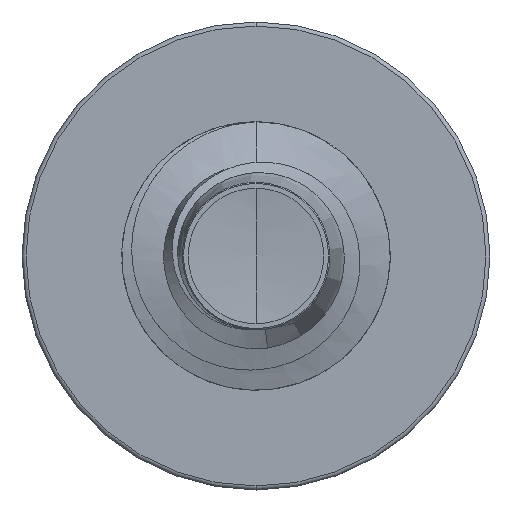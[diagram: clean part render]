
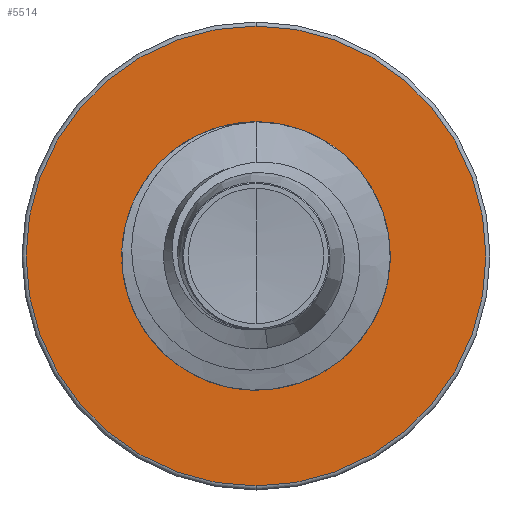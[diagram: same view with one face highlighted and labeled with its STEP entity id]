
A CAD part, front view. The second image highlights one B-rep face of the part: STEP entity #5514.
In plain terms, the highlighted planar face has unit normal (0, -1, 0).
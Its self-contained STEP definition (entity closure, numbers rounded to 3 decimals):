
#151 = CARTESIAN_POINT ( 'NONE',  ( 0., 5., -2.998 ) ) ;
#607 = AXIS2_PLACEMENT_3D ( 'NONE', #935, #1040, #854 ) ;
#730 = VERTEX_POINT ( 'NONE', #4114 ) ;
#854 = DIRECTION ( 'NONE',  ( 0., 0., 1. ) ) ;
#935 = CARTESIAN_POINT ( 'NONE',  ( 0., 5., -1.722 ) ) ;
#996 = PLANE ( 'NONE',  #607 ) ;
#1040 = DIRECTION ( 'NONE',  ( 0., 1., 0. ) ) ;
#1355 = DIRECTION ( 'NONE',  ( 0., 0., 1. ) ) ;
#1357 = DIRECTION ( 'NONE',  ( 0., 1., 0. ) ) ;
#1391 = CARTESIAN_POINT ( 'NONE',  ( 0., 5., 0. ) ) ;
#1621 = DIRECTION ( 'NONE',  ( 0., 0., 1. ) ) ;
#1647 = DIRECTION ( 'NONE',  ( 0., 1., 0. ) ) ;
#1670 = CARTESIAN_POINT ( 'NONE',  ( 0., 5., 0. ) ) ;
#1898 = CIRCLE ( 'NONE', #10397, 1.722 ) ;
#2782 = CIRCLE ( 'NONE', #2853, 1.722 ) ;
#2853 = AXIS2_PLACEMENT_3D ( 'NONE', #11662, #12138, #12163 ) ;
#3280 = EDGE_CURVE ( 'NONE', #6052, #730, #4771, .T. ) ;
#4114 = CARTESIAN_POINT ( 'NONE',  ( 0., 5., 2.998 ) ) ;
#4771 = CIRCLE ( 'NONE', #10629, 2.998 ) ;
#4980 = FACE_OUTER_BOUND ( 'NONE', #11067, .T. ) ;
#5192 = EDGE_CURVE ( 'NONE', #7937, #9572, #1898, .T. ) ;
#5514 = ADVANCED_FACE ( 'NONE', ( #4980, #8042 ), #996, .F. ) ;
#5710 = ORIENTED_EDGE ( 'NONE', *, *, #5192, .T. ) ;
#5759 = AXIS2_PLACEMENT_3D ( 'NONE', #12422, #12412, #12409 ) ;
#6052 = VERTEX_POINT ( 'NONE', #151 ) ;
#6386 = EDGE_LOOP ( 'NONE', ( #5710, #12927 ) ) ;
#7937 = VERTEX_POINT ( 'NONE', #13580 ) ;
#8042 = FACE_BOUND ( 'NONE', #6386, .T. ) ;
#8306 = ORIENTED_EDGE ( 'NONE', *, *, #3280, .F. ) ;
#9572 = VERTEX_POINT ( 'NONE', #11378 ) ;
#10237 = ORIENTED_EDGE ( 'NONE', *, *, #11118, .F. ) ;
#10397 = AXIS2_PLACEMENT_3D ( 'NONE', #1670, #1647, #1621 ) ;
#10629 = AXIS2_PLACEMENT_3D ( 'NONE', #1391, #1357, #1355 ) ;
#11067 = EDGE_LOOP ( 'NONE', ( #10237, #8306 ) ) ;
#11118 = EDGE_CURVE ( 'NONE', #730, #6052, #13491, .T. ) ;
#11378 = CARTESIAN_POINT ( 'NONE',  ( 0., 5., -1.722 ) ) ;
#11662 = CARTESIAN_POINT ( 'NONE',  ( 0., 5., 0. ) ) ;
#12066 = EDGE_CURVE ( 'NONE', #9572, #7937, #2782, .T. ) ;
#12138 = DIRECTION ( 'NONE',  ( 0., 1., 0. ) ) ;
#12163 = DIRECTION ( 'NONE',  ( 0., 0., 1. ) ) ;
#12409 = DIRECTION ( 'NONE',  ( 0., 0., 1. ) ) ;
#12412 = DIRECTION ( 'NONE',  ( 0., 1., 0. ) ) ;
#12422 = CARTESIAN_POINT ( 'NONE',  ( 0., 5., 0. ) ) ;
#12927 = ORIENTED_EDGE ( 'NONE', *, *, #12066, .T. ) ;
#13491 = CIRCLE ( 'NONE', #5759, 2.998 ) ;
#13580 = CARTESIAN_POINT ( 'NONE',  ( 0., 5., 1.722 ) ) ;
